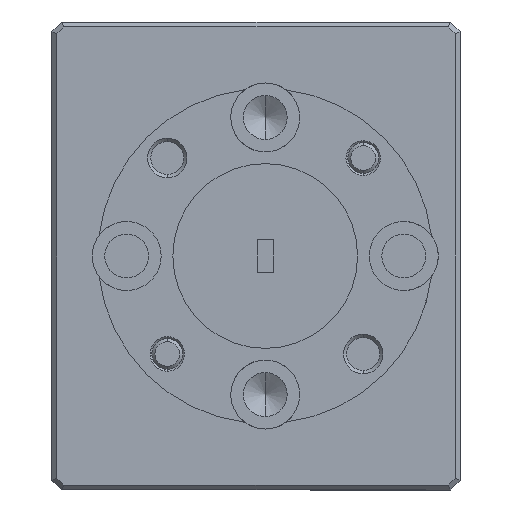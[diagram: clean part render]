
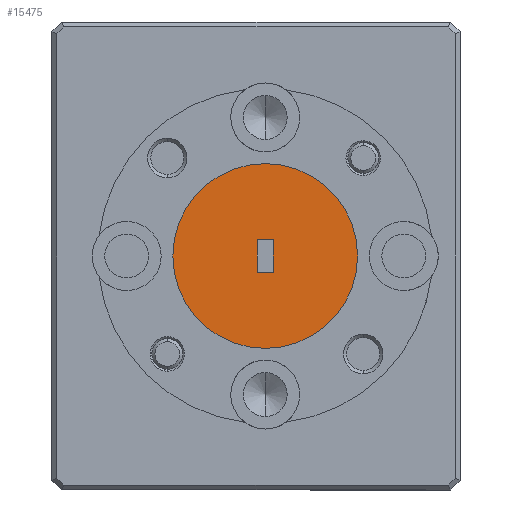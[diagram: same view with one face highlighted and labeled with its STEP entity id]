
A CAD part, left-side view. The second image highlights one B-rep face of the part: STEP entity #15475.
In plain terms, the highlighted planar face has unit normal (-1, 0, 0).
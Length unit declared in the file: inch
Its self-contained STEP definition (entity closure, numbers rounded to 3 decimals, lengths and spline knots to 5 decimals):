
#2 = VECTOR ( 'NONE', #10993, 39.37008 ) ;
#25 = CARTESIAN_POINT ( 'NONE',  ( -0.0086, 2.06338, 2.72215 ) ) ;
#342 = VERTEX_POINT ( 'NONE', #24800 ) ;
#1122 = ORIENTED_EDGE ( 'NONE', *, *, #22669, .F. ) ;
#3227 = EDGE_CURVE ( 'NONE', #8073, #16387, #23870, .T. ) ;
#3860 = AXIS2_PLACEMENT_3D ( 'NONE', #25, #12196, #20318 ) ;
#4154 = ORIENTED_EDGE ( 'NONE', *, *, #11044, .F. ) ;
#4285 = CARTESIAN_POINT ( 'NONE',  ( -0.0086, 2.04713, 2.75465 ) ) ;
#4779 = CARTESIAN_POINT ( 'NONE',  ( -0.0086, 2.07963, 3.19715 ) ) ;
#5053 = FACE_OUTER_BOUND ( 'NONE', #25699, .T. ) ;
#5123 = CIRCLE ( 'NONE', #3860, 0.1875 ) ;
#5175 = DIRECTION ( 'NONE',  ( 0., 0., -1. ) ) ;
#5668 = AXIS2_PLACEMENT_3D ( 'NONE', #10621, #6406, #12494 ) ;
#6126 = CARTESIAN_POINT ( 'NONE',  ( -0.0086, 2.06338, 2.53465 ) ) ;
#6376 = DIRECTION ( 'NONE',  ( 0., 1., 0. ) ) ;
#6406 = DIRECTION ( 'NONE',  ( -1., 0., 0. ) ) ;
#6508 = LINE ( 'NONE', #22549, #11714 ) ;
#7168 = CARTESIAN_POINT ( 'NONE',  ( -0.0086, 2.49663, 3.19715 ) ) ;
#7197 = ORIENTED_EDGE ( 'NONE', *, *, #8762, .T. ) ;
#7363 = AXIS2_PLACEMENT_3D ( 'NONE', #7168, #15255, #5175 ) ;
#7684 = FACE_BOUND ( 'NONE', #16530, .T. ) ;
#8073 = VERTEX_POINT ( 'NONE', #17221 ) ;
#8340 = LINE ( 'NONE', #4779, #14700 ) ;
#8758 = VECTOR ( 'NONE', #17602, 39.37008 ) ;
#8762 = EDGE_CURVE ( 'NONE', #9755, #342, #6508, .T. ) ;
#9755 = VERTEX_POINT ( 'NONE', #26081 ) ;
#10032 = ORIENTED_EDGE ( 'NONE', *, *, #13374, .T. ) ;
#10621 = CARTESIAN_POINT ( 'NONE',  ( -0.0086, 2.06338, 2.72215 ) ) ;
#10993 = DIRECTION ( 'NONE',  ( 0., 1., 0. ) ) ;
#11044 = EDGE_CURVE ( 'NONE', #9755, #21001, #15331, .T. ) ;
#11254 = LINE ( 'NONE', #4285, #2 ) ;
#11600 = CARTESIAN_POINT ( 'NONE',  ( -0.0086, 2.04713, 2.72215 ) ) ;
#11714 = VECTOR ( 'NONE', #6376, 39.37008 ) ;
#12196 = DIRECTION ( 'NONE',  ( -1., 0., 0. ) ) ;
#12494 = DIRECTION ( 'NONE',  ( 0., 0., 1. ) ) ;
#13374 = EDGE_CURVE ( 'NONE', #342, #15305, #8340, .T. ) ;
#14700 = VECTOR ( 'NONE', #18577, 39.37008 ) ;
#15255 = DIRECTION ( 'NONE',  ( 1., 0., 0. ) ) ;
#15305 = VERTEX_POINT ( 'NONE', #20983 ) ;
#15331 = LINE ( 'NONE', #11600, #8758 ) ;
#15475 = ADVANCED_FACE ( 'NONE', ( #5053, #7684 ), #15771, .F. ) ;
#15771 = PLANE ( 'NONE',  #7363 ) ;
#16387 = VERTEX_POINT ( 'NONE', #6126 ) ;
#16530 = EDGE_LOOP ( 'NONE', ( #7197, #10032, #1122, #4154 ) ) ;
#17110 = ORIENTED_EDGE ( 'NONE', *, *, #18356, .T. ) ;
#17221 = CARTESIAN_POINT ( 'NONE',  ( -0.0086, 2.06338, 2.90965 ) ) ;
#17602 = DIRECTION ( 'NONE',  ( 0., 0., 1. ) ) ;
#18356 = EDGE_CURVE ( 'NONE', #16387, #8073, #5123, .T. ) ;
#18577 = DIRECTION ( 'NONE',  ( 0., 0., 1. ) ) ;
#20318 = DIRECTION ( 'NONE',  ( 0., 0., 1. ) ) ;
#20520 = ORIENTED_EDGE ( 'NONE', *, *, #3227, .T. ) ;
#20983 = CARTESIAN_POINT ( 'NONE',  ( -0.0086, 2.07963, 2.75465 ) ) ;
#21001 = VERTEX_POINT ( 'NONE', #25472 ) ;
#22549 = CARTESIAN_POINT ( 'NONE',  ( -0.0086, 2.04713, 2.68965 ) ) ;
#22669 = EDGE_CURVE ( 'NONE', #21001, #15305, #11254, .T. ) ;
#23870 = CIRCLE ( 'NONE', #5668, 0.1875 ) ;
#24800 = CARTESIAN_POINT ( 'NONE',  ( -0.0086, 2.07963, 2.68965 ) ) ;
#25472 = CARTESIAN_POINT ( 'NONE',  ( -0.0086, 2.04713, 2.75465 ) ) ;
#25699 = EDGE_LOOP ( 'NONE', ( #20520, #17110 ) ) ;
#26081 = CARTESIAN_POINT ( 'NONE',  ( -0.0086, 2.04713, 2.68965 ) ) ;
